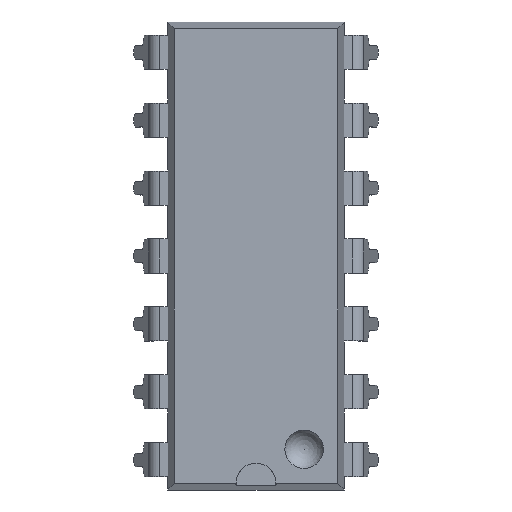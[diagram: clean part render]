
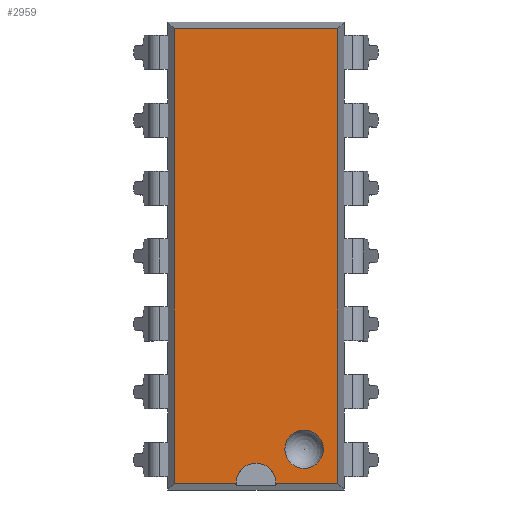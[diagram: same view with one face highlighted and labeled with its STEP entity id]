
A CAD part, top view. The second image highlights one B-rep face of the part: STEP entity #2959.
In plain terms, the highlighted planar face has unit normal (0, 0, 1).
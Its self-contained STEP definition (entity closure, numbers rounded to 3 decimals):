
#1049 = B_SPLINE_SURFACE_WITH_KNOTS('',1,1,(
    (#1050,#1051)
    ,(#1052,#1053
    )),.UNSPECIFIED.,.F.,.F.,.F.,(2,2),(2,2),(0.,17.5),(0.,1.),
  .PIECEWISE_BEZIER_KNOTS.);
#1050 = CARTESIAN_POINT('',(-3.3,-8.75,0.));
#1051 = CARTESIAN_POINT('',(-3.05,-8.5,1.6));
#1052 = CARTESIAN_POINT('',(-3.3,8.75,0.));
#1053 = CARTESIAN_POINT('',(-3.05,8.5,1.6));
#1289 = VERTEX_POINT('',#1290);
#1290 = CARTESIAN_POINT('',(-3.05,-8.5,1.6));
#1303 = B_SPLINE_SURFACE_WITH_KNOTS('',1,1,(
    (#1304,#1305)
    ,(#1306,#1307
    )),.UNSPECIFIED.,.F.,.F.,.F.,(2,2),(2,2),(0.,6.6),(0.,1.),
  .PIECEWISE_BEZIER_KNOTS.);
#1304 = CARTESIAN_POINT('',(3.3,-8.75,0.));
#1305 = CARTESIAN_POINT('',(3.05,-8.5,1.6));
#1306 = CARTESIAN_POINT('',(-3.3,-8.75,0.));
#1307 = CARTESIAN_POINT('',(-3.05,-8.5,1.6));
#2078 = VERTEX_POINT('',#2079);
#2079 = CARTESIAN_POINT('',(-3.05,8.5,1.6));
#2092 = B_SPLINE_SURFACE_WITH_KNOTS('',1,1,(
    (#2093,#2094)
    ,(#2095,#2096
    )),.UNSPECIFIED.,.F.,.F.,.F.,(2,2),(2,2),(0.,6.6),(0.,1.),
  .PIECEWISE_BEZIER_KNOTS.);
#2093 = CARTESIAN_POINT('',(-3.3,8.75,0.));
#2094 = CARTESIAN_POINT('',(-3.05,8.5,1.6));
#2095 = CARTESIAN_POINT('',(3.3,8.75,0.));
#2096 = CARTESIAN_POINT('',(3.05,8.5,1.6));
#2104 = EDGE_CURVE('',#1289,#2078,#2105,.T.);
#2105 = SURFACE_CURVE('',#2106,(#2110,#2116),.PCURVE_S1.);
#2106 = LINE('',#2107,#2108);
#2107 = CARTESIAN_POINT('',(-3.05,-8.5,1.6));
#2108 = VECTOR('',#2109,1.);
#2109 = DIRECTION('',(0.,1.,0.));
#2110 = PCURVE('',#1049,#2111);
#2111 = DEFINITIONAL_REPRESENTATION('',(#2112),#2115);
#2112 = B_SPLINE_CURVE_WITH_KNOTS('',1,(#2113,#2114),.UNSPECIFIED.,.F.,
  .F.,(2,2),(0.,17.),.PIECEWISE_BEZIER_KNOTS.);
#2113 = CARTESIAN_POINT('',(0.,1.));
#2114 = CARTESIAN_POINT('',(17.5,1.));
#2115 = ( GEOMETRIC_REPRESENTATION_CONTEXT(2) 
PARAMETRIC_REPRESENTATION_CONTEXT() REPRESENTATION_CONTEXT('2D SPACE',''
  ) );
#2116 = PCURVE('',#2117,#2122);
#2117 = PLANE('',#2118);
#2118 = AXIS2_PLACEMENT_3D('',#2119,#2120,#2121);
#2119 = CARTESIAN_POINT('',(-3.05,8.5,1.6));
#2120 = DIRECTION('',(0.,0.,1.));
#2121 = DIRECTION('',(0.338,-0.941,0.));
#2122 = DEFINITIONAL_REPRESENTATION('',(#2123),#2127);
#2123 = LINE('',#2124,#2125);
#2124 = CARTESIAN_POINT('',(16.001,-5.742));
#2125 = VECTOR('',#2126,1.);
#2126 = DIRECTION('',(-0.941,0.338));
#2127 = ( GEOMETRIC_REPRESENTATION_CONTEXT(2) 
PARAMETRIC_REPRESENTATION_CONTEXT() REPRESENTATION_CONTEXT('2D SPACE',''
  ) );
#2765 = VERTEX_POINT('',#2766);
#2766 = CARTESIAN_POINT('',(3.05,-8.5,1.6));
#2779 = B_SPLINE_SURFACE_WITH_KNOTS('',1,1,(
    (#2780,#2781)
    ,(#2782,#2783
    )),.UNSPECIFIED.,.F.,.F.,.F.,(2,2),(2,2),(0.,17.5),(0.,1.),
  .PIECEWISE_BEZIER_KNOTS.);
#2780 = CARTESIAN_POINT('',(3.3,8.75,0.));
#2781 = CARTESIAN_POINT('',(3.05,8.5,1.6));
#2782 = CARTESIAN_POINT('',(3.3,-8.75,0.));
#2783 = CARTESIAN_POINT('',(3.05,-8.5,1.6));
#2812 = EDGE_CURVE('',#2813,#1289,#2815,.T.);
#2813 = VERTEX_POINT('',#2814);
#2814 = CARTESIAN_POINT('',(-0.75,-8.5,1.6));
#2815 = SURFACE_CURVE('',#2816,(#2820,#2826),.PCURVE_S1.);
#2816 = LINE('',#2817,#2818);
#2817 = CARTESIAN_POINT('',(3.05,-8.5,1.6));
#2818 = VECTOR('',#2819,1.);
#2819 = DIRECTION('',(-1.,0.,0.));
#2820 = PCURVE('',#1303,#2821);
#2821 = DEFINITIONAL_REPRESENTATION('',(#2822),#2825);
#2822 = B_SPLINE_CURVE_WITH_KNOTS('',1,(#2823,#2824),.UNSPECIFIED.,.F.,
  .F.,(2,2),(0.,6.1),.PIECEWISE_BEZIER_KNOTS.);
#2823 = CARTESIAN_POINT('',(0.,1.));
#2824 = CARTESIAN_POINT('',(6.6,1.));
#2825 = ( GEOMETRIC_REPRESENTATION_CONTEXT(2) 
PARAMETRIC_REPRESENTATION_CONTEXT() REPRESENTATION_CONTEXT('2D SPACE',''
  ) );
#2826 = PCURVE('',#2117,#2827);
#2827 = DEFINITIONAL_REPRESENTATION('',(#2828),#2832);
#2828 = LINE('',#2829,#2830);
#2829 = CARTESIAN_POINT('',(18.061,0.));
#2830 = VECTOR('',#2831,1.);
#2831 = DIRECTION('',(-0.338,-0.941));
#2832 = ( GEOMETRIC_REPRESENTATION_CONTEXT(2) 
PARAMETRIC_REPRESENTATION_CONTEXT() REPRESENTATION_CONTEXT('2D SPACE',''
  ) );
#2860 = CYLINDRICAL_SURFACE('',#2861,0.75);
#2861 = AXIS2_PLACEMENT_3D('',#2862,#2863,#2864);
#2862 = CARTESIAN_POINT('',(0.,-8.5,1.1));
#2863 = DIRECTION('',(-0.,0.,-1.));
#2864 = DIRECTION('',(0.,-1.,0.));
#2903 = VERTEX_POINT('',#2904);
#2904 = CARTESIAN_POINT('',(0.75,-8.5,1.6));
#2940 = EDGE_CURVE('',#2765,#2903,#2941,.T.);
#2941 = SURFACE_CURVE('',#2942,(#2946,#2952),.PCURVE_S1.);
#2942 = LINE('',#2943,#2944);
#2943 = CARTESIAN_POINT('',(3.05,-8.5,1.6));
#2944 = VECTOR('',#2945,1.);
#2945 = DIRECTION('',(-1.,0.,0.));
#2946 = PCURVE('',#1303,#2947);
#2947 = DEFINITIONAL_REPRESENTATION('',(#2948),#2951);
#2948 = B_SPLINE_CURVE_WITH_KNOTS('',1,(#2949,#2950),.UNSPECIFIED.,.F.,
  .F.,(2,2),(0.,6.1),.PIECEWISE_BEZIER_KNOTS.);
#2949 = CARTESIAN_POINT('',(0.,1.));
#2950 = CARTESIAN_POINT('',(6.6,1.));
#2951 = ( GEOMETRIC_REPRESENTATION_CONTEXT(2) 
PARAMETRIC_REPRESENTATION_CONTEXT() REPRESENTATION_CONTEXT('2D SPACE',''
  ) );
#2952 = PCURVE('',#2117,#2953);
#2953 = DEFINITIONAL_REPRESENTATION('',(#2954),#2958);
#2954 = LINE('',#2955,#2956);
#2955 = CARTESIAN_POINT('',(18.061,0.));
#2956 = VECTOR('',#2957,1.);
#2957 = DIRECTION('',(-0.338,-0.941));
#2958 = ( GEOMETRIC_REPRESENTATION_CONTEXT(2) 
PARAMETRIC_REPRESENTATION_CONTEXT() REPRESENTATION_CONTEXT('2D SPACE',''
  ) );
#2959 = ADVANCED_FACE('',(#2960,#3029),#2117,.T.);
#2960 = FACE_BOUND('',#2961,.T.);
#2961 = EDGE_LOOP('',(#2962,#2984,#2985,#2986,#3008,#3009));
#2962 = ORIENTED_EDGE('',*,*,#2963,.F.);
#2963 = EDGE_CURVE('',#2078,#2964,#2966,.T.);
#2964 = VERTEX_POINT('',#2965);
#2965 = CARTESIAN_POINT('',(3.05,8.5,1.6));
#2966 = SURFACE_CURVE('',#2967,(#2971,#2978),.PCURVE_S1.);
#2967 = LINE('',#2968,#2969);
#2968 = CARTESIAN_POINT('',(-3.05,8.5,1.6));
#2969 = VECTOR('',#2970,1.);
#2970 = DIRECTION('',(1.,0.,0.));
#2971 = PCURVE('',#2117,#2972);
#2972 = DEFINITIONAL_REPRESENTATION('',(#2973),#2977);
#2973 = LINE('',#2974,#2975);
#2974 = CARTESIAN_POINT('',(0.,0.));
#2975 = VECTOR('',#2976,1.);
#2976 = DIRECTION('',(0.338,0.941));
#2977 = ( GEOMETRIC_REPRESENTATION_CONTEXT(2) 
PARAMETRIC_REPRESENTATION_CONTEXT() REPRESENTATION_CONTEXT('2D SPACE',''
  ) );
#2978 = PCURVE('',#2092,#2979);
#2979 = DEFINITIONAL_REPRESENTATION('',(#2980),#2983);
#2980 = B_SPLINE_CURVE_WITH_KNOTS('',1,(#2981,#2982),.UNSPECIFIED.,.F.,
  .F.,(2,2),(0.,6.1),.PIECEWISE_BEZIER_KNOTS.);
#2981 = CARTESIAN_POINT('',(0.,1.));
#2982 = CARTESIAN_POINT('',(6.6,1.));
#2983 = ( GEOMETRIC_REPRESENTATION_CONTEXT(2) 
PARAMETRIC_REPRESENTATION_CONTEXT() REPRESENTATION_CONTEXT('2D SPACE',''
  ) );
#2984 = ORIENTED_EDGE('',*,*,#2104,.F.);
#2985 = ORIENTED_EDGE('',*,*,#2812,.F.);
#2986 = ORIENTED_EDGE('',*,*,#2987,.F.);
#2987 = EDGE_CURVE('',#2903,#2813,#2988,.T.);
#2988 = SURFACE_CURVE('',#2989,(#2994,#3001),.PCURVE_S1.);
#2989 = CIRCLE('',#2990,0.75);
#2990 = AXIS2_PLACEMENT_3D('',#2991,#2992,#2993);
#2991 = CARTESIAN_POINT('',(0.,-8.5,1.6));
#2992 = DIRECTION('',(-0.,0.,1.));
#2993 = DIRECTION('',(0.,-1.,0.));
#2994 = PCURVE('',#2117,#2995);
#2995 = DEFINITIONAL_REPRESENTATION('',(#2996),#3000);
#2996 = CIRCLE('',#2997,0.75);
#2997 = AXIS2_PLACEMENT_2D('',#2998,#2999);
#2998 = CARTESIAN_POINT('',(17.031,-2.871));
#2999 = DIRECTION('',(0.941,-0.338));
#3000 = ( GEOMETRIC_REPRESENTATION_CONTEXT(2) 
PARAMETRIC_REPRESENTATION_CONTEXT() REPRESENTATION_CONTEXT('2D SPACE',''
  ) );
#3001 = PCURVE('',#2860,#3002);
#3002 = DEFINITIONAL_REPRESENTATION('',(#3003),#3007);
#3003 = LINE('',#3004,#3005);
#3004 = CARTESIAN_POINT('',(-0.,-0.5));
#3005 = VECTOR('',#3006,1.);
#3006 = DIRECTION('',(-1.,0.));
#3007 = ( GEOMETRIC_REPRESENTATION_CONTEXT(2) 
PARAMETRIC_REPRESENTATION_CONTEXT() REPRESENTATION_CONTEXT('2D SPACE',''
  ) );
#3008 = ORIENTED_EDGE('',*,*,#2940,.F.);
#3009 = ORIENTED_EDGE('',*,*,#3010,.F.);
#3010 = EDGE_CURVE('',#2964,#2765,#3011,.T.);
#3011 = SURFACE_CURVE('',#3012,(#3016,#3023),.PCURVE_S1.);
#3012 = LINE('',#3013,#3014);
#3013 = CARTESIAN_POINT('',(3.05,8.5,1.6));
#3014 = VECTOR('',#3015,1.);
#3015 = DIRECTION('',(0.,-1.,0.));
#3016 = PCURVE('',#2117,#3017);
#3017 = DEFINITIONAL_REPRESENTATION('',(#3018),#3022);
#3018 = LINE('',#3019,#3020);
#3019 = CARTESIAN_POINT('',(2.06,5.742));
#3020 = VECTOR('',#3021,1.);
#3021 = DIRECTION('',(0.941,-0.338));
#3022 = ( GEOMETRIC_REPRESENTATION_CONTEXT(2) 
PARAMETRIC_REPRESENTATION_CONTEXT() REPRESENTATION_CONTEXT('2D SPACE',''
  ) );
#3023 = PCURVE('',#2779,#3024);
#3024 = DEFINITIONAL_REPRESENTATION('',(#3025),#3028);
#3025 = B_SPLINE_CURVE_WITH_KNOTS('',1,(#3026,#3027),.UNSPECIFIED.,.F.,
  .F.,(2,2),(0.,17.),.PIECEWISE_BEZIER_KNOTS.);
#3026 = CARTESIAN_POINT('',(0.,1.));
#3027 = CARTESIAN_POINT('',(17.5,1.));
#3028 = ( GEOMETRIC_REPRESENTATION_CONTEXT(2) 
PARAMETRIC_REPRESENTATION_CONTEXT() REPRESENTATION_CONTEXT('2D SPACE',''
  ) );
#3029 = FACE_BOUND('',#3030,.T.);
#3030 = EDGE_LOOP('',(#3031));
#3031 = ORIENTED_EDGE('',*,*,#3032,.F.);
#3032 = EDGE_CURVE('',#3033,#3033,#3035,.T.);
#3033 = VERTEX_POINT('',#3034);
#3034 = CARTESIAN_POINT('',(2.52,-7.23,1.6));
#3035 = SURFACE_CURVE('',#3036,(#3041,#3048),.PCURVE_S1.);
#3036 = CIRCLE('',#3037,0.72);
#3037 = AXIS2_PLACEMENT_3D('',#3038,#3039,#3040);
#3038 = CARTESIAN_POINT('',(1.8,-7.23,1.6));
#3039 = DIRECTION('',(0.,0.,1.));
#3040 = DIRECTION('',(1.,0.,0.));
#3041 = PCURVE('',#2117,#3042);
#3042 = DEFINITIONAL_REPRESENTATION('',(#3043),#3047);
#3043 = CIRCLE('',#3044,0.72);
#3044 = AXIS2_PLACEMENT_2D('',#3045,#3046);
#3045 = CARTESIAN_POINT('',(16.444,-0.748));
#3046 = DIRECTION('',(0.338,0.941));
#3047 = ( GEOMETRIC_REPRESENTATION_CONTEXT(2) 
PARAMETRIC_REPRESENTATION_CONTEXT() REPRESENTATION_CONTEXT('2D SPACE',''
  ) );
#3048 = PCURVE('',#3049,#3054);
#3049 = SPHERICAL_SURFACE('',#3050,0.78);
#3050 = AXIS2_PLACEMENT_3D('',#3051,#3052,#3053);
#3051 = CARTESIAN_POINT('',(1.8,-7.23,1.9));
#3052 = DIRECTION('',(0.,0.,1.));
#3053 = DIRECTION('',(1.,0.,0.));
#3054 = DEFINITIONAL_REPRESENTATION('',(#3055),#3059);
#3055 = LINE('',#3056,#3057);
#3056 = CARTESIAN_POINT('',(0.,-0.395));
#3057 = VECTOR('',#3058,1.);
#3058 = DIRECTION('',(1.,0.));
#3059 = ( GEOMETRIC_REPRESENTATION_CONTEXT(2) 
PARAMETRIC_REPRESENTATION_CONTEXT() REPRESENTATION_CONTEXT('2D SPACE',''
  ) );
